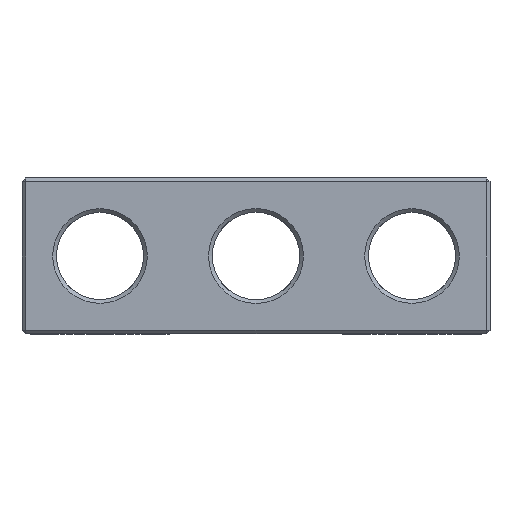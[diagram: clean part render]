
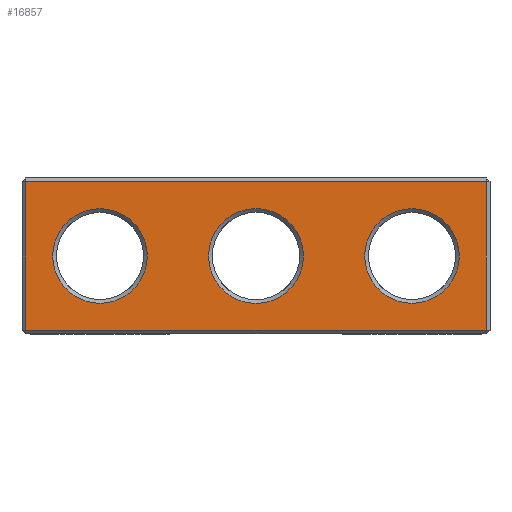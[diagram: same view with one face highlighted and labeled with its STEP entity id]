
A CAD part, front view. The second image highlights one B-rep face of the part: STEP entity #16857.
In plain terms, the highlighted planar face has unit normal (0, -1, 0).
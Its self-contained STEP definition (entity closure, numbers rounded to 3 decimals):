
#1553 = PLANE('',#1554);
#1554 = AXIS2_PLACEMENT_3D('',#1555,#1556,#1557);
#1555 = CARTESIAN_POINT('',(-31.25,-6.1,0.15));
#1556 = DIRECTION('',(0.,-0.707,-0.707));
#1557 = DIRECTION('',(-1.,-0.,-0.));
#10281 = VERTEX_POINT('',#10282);
#10282 = CARTESIAN_POINT('',(-30.95,-6.25,0.3));
#10308 = EDGE_CURVE('',#10281,#10309,#10311,.T.);
#10309 = VERTEX_POINT('',#10310);
#10310 = CARTESIAN_POINT('',(5.95,-6.25,0.3));
#10311 = SURFACE_CURVE('',#10312,(#10316,#10323),.PCURVE_S1.);
#10312 = LINE('',#10313,#10314);
#10313 = CARTESIAN_POINT('',(-31.25,-6.25,0.3));
#10314 = VECTOR('',#10315,1.);
#10315 = DIRECTION('',(1.,0.,0.));
#10316 = PCURVE('',#1553,#10317);
#10317 = DEFINITIONAL_REPRESENTATION('',(#10318),#10322);
#10318 = LINE('',#10319,#10320);
#10319 = CARTESIAN_POINT('',(-0.,-0.212));
#10320 = VECTOR('',#10321,1.);
#10321 = DIRECTION('',(-1.,0.));
#10322 = ( GEOMETRIC_REPRESENTATION_CONTEXT(2) 
PARAMETRIC_REPRESENTATION_CONTEXT() REPRESENTATION_CONTEXT('2D SPACE',''
  ) );
#10323 = PCURVE('',#10324,#10329);
#10324 = PLANE('',#10325);
#10325 = AXIS2_PLACEMENT_3D('',#10326,#10327,#10328);
#10326 = CARTESIAN_POINT('',(-31.25,-6.25,0.));
#10327 = DIRECTION('',(0.,1.,0.));
#10328 = DIRECTION('',(1.,0.,0.));
#10329 = DEFINITIONAL_REPRESENTATION('',(#10330),#10334);
#10330 = LINE('',#10331,#10332);
#10331 = CARTESIAN_POINT('',(0.,-0.3));
#10332 = VECTOR('',#10333,1.);
#10333 = DIRECTION('',(1.,0.));
#10334 = ( GEOMETRIC_REPRESENTATION_CONTEXT(2) 
PARAMETRIC_REPRESENTATION_CONTEXT() REPRESENTATION_CONTEXT('2D SPACE',''
  ) );
#16367 = PLANE('',#16368);
#16368 = AXIS2_PLACEMENT_3D('',#16369,#16370,#16371);
#16369 = CARTESIAN_POINT('',(6.1,-6.1,0.));
#16370 = DIRECTION('',(0.707,-0.707,0.));
#16371 = DIRECTION('',(-0.,-0.,-1.));
#16846 = PLANE('',#16847);
#16847 = AXIS2_PLACEMENT_3D('',#16848,#16849,#16850);
#16848 = CARTESIAN_POINT('',(-31.1,-6.1,0.));
#16849 = DIRECTION('',(-0.707,-0.707,0.));
#16850 = DIRECTION('',(-0.,-0.,-1.));
#16857 = ADVANCED_FACE('',(#16858,#16933,#16968,#16999),#10324,.F.);
#16858 = FACE_BOUND('',#16859,.F.);
#16859 = EDGE_LOOP('',(#16860,#16890,#16911,#16912));
#16860 = ORIENTED_EDGE('',*,*,#16861,.T.);
#16861 = EDGE_CURVE('',#16862,#16864,#16866,.T.);
#16862 = VERTEX_POINT('',#16863);
#16863 = CARTESIAN_POINT('',(-30.95,-6.25,12.2));
#16864 = VERTEX_POINT('',#16865);
#16865 = CARTESIAN_POINT('',(5.95,-6.25,12.2));
#16866 = SURFACE_CURVE('',#16867,(#16871,#16878),.PCURVE_S1.);
#16867 = LINE('',#16868,#16869);
#16868 = CARTESIAN_POINT('',(-31.25,-6.25,12.2));
#16869 = VECTOR('',#16870,1.);
#16870 = DIRECTION('',(1.,0.,0.));
#16871 = PCURVE('',#10324,#16872);
#16872 = DEFINITIONAL_REPRESENTATION('',(#16873),#16877);
#16873 = LINE('',#16874,#16875);
#16874 = CARTESIAN_POINT('',(0.,-12.2));
#16875 = VECTOR('',#16876,1.);
#16876 = DIRECTION('',(1.,0.));
#16877 = ( GEOMETRIC_REPRESENTATION_CONTEXT(2) 
PARAMETRIC_REPRESENTATION_CONTEXT() REPRESENTATION_CONTEXT('2D SPACE',''
  ) );
#16878 = PCURVE('',#16879,#16884);
#16879 = PLANE('',#16880);
#16880 = AXIS2_PLACEMENT_3D('',#16881,#16882,#16883);
#16881 = CARTESIAN_POINT('',(-31.25,-6.1,12.35));
#16882 = DIRECTION('',(0.,0.707,-0.707));
#16883 = DIRECTION('',(-1.,-0.,-0.));
#16884 = DEFINITIONAL_REPRESENTATION('',(#16885),#16889);
#16885 = LINE('',#16886,#16887);
#16886 = CARTESIAN_POINT('',(-0.,-0.212));
#16887 = VECTOR('',#16888,1.);
#16888 = DIRECTION('',(-1.,0.));
#16889 = ( GEOMETRIC_REPRESENTATION_CONTEXT(2) 
PARAMETRIC_REPRESENTATION_CONTEXT() REPRESENTATION_CONTEXT('2D SPACE',''
  ) );
#16890 = ORIENTED_EDGE('',*,*,#16891,.F.);
#16891 = EDGE_CURVE('',#10309,#16864,#16892,.T.);
#16892 = SURFACE_CURVE('',#16893,(#16897,#16904),.PCURVE_S1.);
#16893 = LINE('',#16894,#16895);
#16894 = CARTESIAN_POINT('',(5.95,-6.25,0.));
#16895 = VECTOR('',#16896,1.);
#16896 = DIRECTION('',(0.,0.,1.));
#16897 = PCURVE('',#10324,#16898);
#16898 = DEFINITIONAL_REPRESENTATION('',(#16899),#16903);
#16899 = LINE('',#16900,#16901);
#16900 = CARTESIAN_POINT('',(37.2,0.));
#16901 = VECTOR('',#16902,1.);
#16902 = DIRECTION('',(0.,-1.));
#16903 = ( GEOMETRIC_REPRESENTATION_CONTEXT(2) 
PARAMETRIC_REPRESENTATION_CONTEXT() REPRESENTATION_CONTEXT('2D SPACE',''
  ) );
#16904 = PCURVE('',#16367,#16905);
#16905 = DEFINITIONAL_REPRESENTATION('',(#16906),#16910);
#16906 = LINE('',#16907,#16908);
#16907 = CARTESIAN_POINT('',(-0.,-0.212));
#16908 = VECTOR('',#16909,1.);
#16909 = DIRECTION('',(-1.,0.));
#16910 = ( GEOMETRIC_REPRESENTATION_CONTEXT(2) 
PARAMETRIC_REPRESENTATION_CONTEXT() REPRESENTATION_CONTEXT('2D SPACE',''
  ) );
#16911 = ORIENTED_EDGE('',*,*,#10308,.F.);
#16912 = ORIENTED_EDGE('',*,*,#16913,.T.);
#16913 = EDGE_CURVE('',#10281,#16862,#16914,.T.);
#16914 = SURFACE_CURVE('',#16915,(#16919,#16926),.PCURVE_S1.);
#16915 = LINE('',#16916,#16917);
#16916 = CARTESIAN_POINT('',(-30.95,-6.25,0.));
#16917 = VECTOR('',#16918,1.);
#16918 = DIRECTION('',(0.,0.,1.));
#16919 = PCURVE('',#10324,#16920);
#16920 = DEFINITIONAL_REPRESENTATION('',(#16921),#16925);
#16921 = LINE('',#16922,#16923);
#16922 = CARTESIAN_POINT('',(0.3,0.));
#16923 = VECTOR('',#16924,1.);
#16924 = DIRECTION('',(0.,-1.));
#16925 = ( GEOMETRIC_REPRESENTATION_CONTEXT(2) 
PARAMETRIC_REPRESENTATION_CONTEXT() REPRESENTATION_CONTEXT('2D SPACE',''
  ) );
#16926 = PCURVE('',#16846,#16927);
#16927 = DEFINITIONAL_REPRESENTATION('',(#16928),#16932);
#16928 = LINE('',#16929,#16930);
#16929 = CARTESIAN_POINT('',(-0.,0.212));
#16930 = VECTOR('',#16931,1.);
#16931 = DIRECTION('',(-1.,0.));
#16932 = ( GEOMETRIC_REPRESENTATION_CONTEXT(2) 
PARAMETRIC_REPRESENTATION_CONTEXT() REPRESENTATION_CONTEXT('2D SPACE',''
  ) );
#16933 = FACE_BOUND('',#16934,.F.);
#16934 = EDGE_LOOP('',(#16935));
#16935 = ORIENTED_EDGE('',*,*,#16936,.T.);
#16936 = EDGE_CURVE('',#16937,#16937,#16939,.T.);
#16937 = VERTEX_POINT('',#16938);
#16938 = CARTESIAN_POINT('',(-25.,-6.25,10.04));
#16939 = SURFACE_CURVE('',#16940,(#16945,#16956),.PCURVE_S1.);
#16940 = CIRCLE('',#16941,3.79);
#16941 = AXIS2_PLACEMENT_3D('',#16942,#16943,#16944);
#16942 = CARTESIAN_POINT('',(-25.,-6.25,6.25));
#16943 = DIRECTION('',(0.,-1.,0.));
#16944 = DIRECTION('',(0.,0.,1.));
#16945 = PCURVE('',#10324,#16946);
#16946 = DEFINITIONAL_REPRESENTATION('',(#16947),#16955);
#16947 = ( BOUNDED_CURVE() B_SPLINE_CURVE(2,(#16948,#16949,#16950,#16951
    ,#16952,#16953,#16954),.UNSPECIFIED.,.T.,.F.) 
B_SPLINE_CURVE_WITH_KNOTS((1,2,2,2,2,1),(-2.094,0.,
    2.094,4.189,6.283,8.378),
.UNSPECIFIED.) CURVE() GEOMETRIC_REPRESENTATION_ITEM() 
RATIONAL_B_SPLINE_CURVE((1.,0.5,1.,0.5,1.,0.5,1.)) REPRESENTATION_ITEM(
  '') );
#16948 = CARTESIAN_POINT('',(6.25,-10.04));
#16949 = CARTESIAN_POINT('',(-0.314,-10.04));
#16950 = CARTESIAN_POINT('',(2.968,-4.355));
#16951 = CARTESIAN_POINT('',(6.25,1.33));
#16952 = CARTESIAN_POINT('',(9.532,-4.355));
#16953 = CARTESIAN_POINT('',(12.814,-10.04));
#16954 = CARTESIAN_POINT('',(6.25,-10.04));
#16955 = ( GEOMETRIC_REPRESENTATION_CONTEXT(2) 
PARAMETRIC_REPRESENTATION_CONTEXT() REPRESENTATION_CONTEXT('2D SPACE',''
  ) );
#16956 = PCURVE('',#16957,#16962);
#16957 = CONICAL_SURFACE('',#16958,3.49,0.785);
#16958 = AXIS2_PLACEMENT_3D('',#16959,#16960,#16961);
#16959 = CARTESIAN_POINT('',(-25.,-5.95,6.25));
#16960 = DIRECTION('',(0.,-1.,0.));
#16961 = DIRECTION('',(0.,0.,1.));
#16962 = DEFINITIONAL_REPRESENTATION('',(#16963),#16967);
#16963 = LINE('',#16964,#16965);
#16964 = CARTESIAN_POINT('',(0.,0.3));
#16965 = VECTOR('',#16966,1.);
#16966 = DIRECTION('',(1.,0.));
#16967 = ( GEOMETRIC_REPRESENTATION_CONTEXT(2) 
PARAMETRIC_REPRESENTATION_CONTEXT() REPRESENTATION_CONTEXT('2D SPACE',''
  ) );
#16968 = FACE_BOUND('',#16969,.F.);
#16969 = EDGE_LOOP('',(#16970));
#16970 = ORIENTED_EDGE('',*,*,#16971,.F.);
#16971 = EDGE_CURVE('',#16972,#16972,#16974,.T.);
#16972 = VERTEX_POINT('',#16973);
#16973 = CARTESIAN_POINT('',(-12.5,-6.25,10.05));
#16974 = SURFACE_CURVE('',#16975,(#16980,#16987),.PCURVE_S1.);
#16975 = CIRCLE('',#16976,3.8);
#16976 = AXIS2_PLACEMENT_3D('',#16977,#16978,#16979);
#16977 = CARTESIAN_POINT('',(-12.5,-6.25,6.25));
#16978 = DIRECTION('',(0.,1.,0.));
#16979 = DIRECTION('',(0.,0.,1.));
#16980 = PCURVE('',#10324,#16981);
#16981 = DEFINITIONAL_REPRESENTATION('',(#16982),#16986);
#16982 = CIRCLE('',#16983,3.8);
#16983 = AXIS2_PLACEMENT_2D('',#16984,#16985);
#16984 = CARTESIAN_POINT('',(18.75,-6.25));
#16985 = DIRECTION('',(0.,-1.));
#16986 = ( GEOMETRIC_REPRESENTATION_CONTEXT(2) 
PARAMETRIC_REPRESENTATION_CONTEXT() REPRESENTATION_CONTEXT('2D SPACE',''
  ) );
#16987 = PCURVE('',#16988,#16993);
#16988 = CONICAL_SURFACE('',#16989,3.5,0.785);
#16989 = AXIS2_PLACEMENT_3D('',#16990,#16991,#16992);
#16990 = CARTESIAN_POINT('',(-12.5,-5.95,6.25));
#16991 = DIRECTION('',(0.,-1.,0.));
#16992 = DIRECTION('',(0.,0.,1.));
#16993 = DEFINITIONAL_REPRESENTATION('',(#16994),#16998);
#16994 = LINE('',#16995,#16996);
#16995 = CARTESIAN_POINT('',(-0.,0.3));
#16996 = VECTOR('',#16997,1.);
#16997 = DIRECTION('',(-1.,0.));
#16998 = ( GEOMETRIC_REPRESENTATION_CONTEXT(2) 
PARAMETRIC_REPRESENTATION_CONTEXT() REPRESENTATION_CONTEXT('2D SPACE',''
  ) );
#16999 = FACE_BOUND('',#17000,.F.);
#17000 = EDGE_LOOP('',(#17001));
#17001 = ORIENTED_EDGE('',*,*,#17002,.F.);
#17002 = EDGE_CURVE('',#17003,#17003,#17005,.T.);
#17003 = VERTEX_POINT('',#17004);
#17004 = CARTESIAN_POINT('',(0.,-6.25,10.04));
#17005 = SURFACE_CURVE('',#17006,(#17011,#17018),.PCURVE_S1.);
#17006 = CIRCLE('',#17007,3.79);
#17007 = AXIS2_PLACEMENT_3D('',#17008,#17009,#17010);
#17008 = CARTESIAN_POINT('',(0.,-6.25,6.25));
#17009 = DIRECTION('',(0.,1.,0.));
#17010 = DIRECTION('',(0.,0.,1.));
#17011 = PCURVE('',#10324,#17012);
#17012 = DEFINITIONAL_REPRESENTATION('',(#17013),#17017);
#17013 = CIRCLE('',#17014,3.79);
#17014 = AXIS2_PLACEMENT_2D('',#17015,#17016);
#17015 = CARTESIAN_POINT('',(31.25,-6.25));
#17016 = DIRECTION('',(0.,-1.));
#17017 = ( GEOMETRIC_REPRESENTATION_CONTEXT(2) 
PARAMETRIC_REPRESENTATION_CONTEXT() REPRESENTATION_CONTEXT('2D SPACE',''
  ) );
#17018 = PCURVE('',#17019,#17024);
#17019 = CONICAL_SURFACE('',#17020,3.79,0.785);
#17020 = AXIS2_PLACEMENT_3D('',#17021,#17022,#17023);
#17021 = CARTESIAN_POINT('',(0.,-6.25,6.25));
#17022 = DIRECTION('',(0.,-1.,0.));
#17023 = DIRECTION('',(0.,0.,1.));
#17024 = DEFINITIONAL_REPRESENTATION('',(#17025),#17029);
#17025 = LINE('',#17026,#17027);
#17026 = CARTESIAN_POINT('',(-0.,-0.));
#17027 = VECTOR('',#17028,1.);
#17028 = DIRECTION('',(-1.,-0.));
#17029 = ( GEOMETRIC_REPRESENTATION_CONTEXT(2) 
PARAMETRIC_REPRESENTATION_CONTEXT() REPRESENTATION_CONTEXT('2D SPACE',''
  ) );
